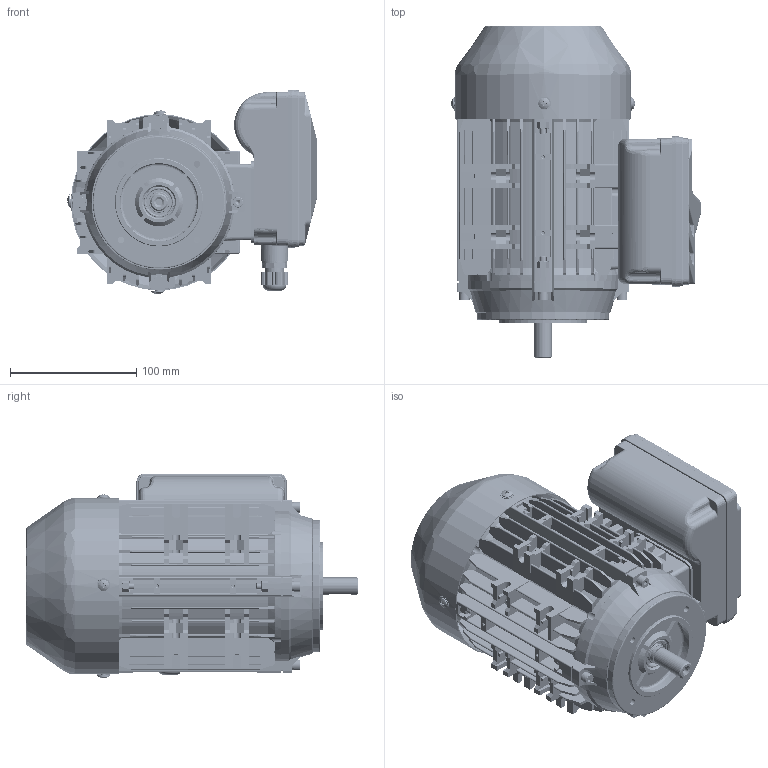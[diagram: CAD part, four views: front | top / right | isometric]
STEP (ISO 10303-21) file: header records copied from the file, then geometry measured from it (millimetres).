
FILE_DESCRIPTION (( 'STEP AP203' ), '1' );
FILE_NAME ('JEMY71 B14.STEP', '2024-07-06T06:50:06', ( '' ), ( '' ), 'SwSTEP 2.0', 'SolidWorks 2016', '' );
FILE_SCHEMA (( 'CONFIG_CONTROL_DESIGN' ));
Length unit declared in the file: millimetre
Products named in the file (25): hexagon nuts grade c gb_GB_FASTENER_NUT_SNC1 M5-C; JE3-71傷裔B14; M16℅1.5堤盄蹟杶狟; JE MY-71諉盄碟; Y2-71 瑞珔; 6202粣創; M16出线螺套胶塞; MS63-71諉盄啣; 蹟杶郪璃 M16X1.5; JE3-71儂釱(羲耀ㄘ; JEMY71 B14; JE3-71 綴傷裔B3; JE3-71蛌粣; hexagon socket head cap screws gb_GB_FASTENER_SCREWS_HSHCS M5X30-C; 出线螺套密封圈  16; 攫芛坋趼蹟隊M4X10-10  H type-C_GB_CROSS_SCREWS_TYPE1 M4X16-16  H type-C; JE3-71瑞欶; 瑞欶蹟隊M4X6-6  H type-C_GB_CROSS_SCREWS_TYPE1 M5X10-10  H type-C; MY56 諉盄碟釱 蝶璃; M16℅1.5堤盄蹟杶奻; 螺钉 GB-T 70 M5×30[GB-T 70_1-2000]; hexagon socket head cap screws gb_GB_FASTENER_SCREWS_HSHCS M5X20-C; 坋趼攫芛蹟隊M4X6_GB_CROSS_SCREWS_TYPE1 M5X10-10  H type-C; spring lock washers--normal type gb_GB_FASTENER_WASHER_SW 5; 12×24×6油封
Assembly tree (51 placements, depth 3):
  JEMY71 B14
    JE3-71儂釱(羲耀ㄘ
    MS63-71諉盄啣
    蹟杶郪璃 M16X1.5
      M16℅1.5堤盄蹟杶奻
      M16℅1.5堤盄蹟杶狟
      M16出线螺套胶塞
      出线螺套密封圈  16
    JE3-71瑞欶
    JE3-71 綴傷裔B3
    JE MY-71諉盄碟
    6202粣創  x2
    JE3-71蛌粣
    JE3-71傷裔B14
    Y2-71 瑞珔
    12×24×6油封  x2
    MY56 諉盄碟釱 蝶璃
    hexagon socket head cap screws gb_GB_FASTENER_SCREWS_HSHCS M5X20-C
    hexagon nuts grade c gb_GB_FASTENER_NUT_SNC1 M5-C  x7
    spring lock washers--normal type gb_GB_FASTENER_WASHER_SW 5  x8
    螺钉 GB-T 70 M5×30[GB-T 70_1-2000]  x3
    hexagon socket head cap screws gb_GB_FASTENER_SCREWS_HSHCS M5X30-C  x4
    瑞欶蹟隊M4X6-6  H type-C_GB_CROSS_SCREWS_TYPE1 M5X10-10  H type-C  x4
    攫芛坋趼蹟隊M4X10-10  H type-C_GB_CROSS_SCREWS_TYPE1 M4X16-16  H type-C  x4
    坋趼攫芛蹟隊M4X6_GB_CROSS_SCREWS_TYPE1 M5X10-10  H type-C  x2
Bounding box: 197.77 x 263 x 161.77 mm (x, y, z)
Volume: 762130.3 mm3; surface area: 570839.5 mm2
Topology: 58 solids, 60 shells, 5551 faces, 14740 edges, 9405 vertices
Faces by surface type: plane 2412, cylinder 1513, bspline 796, cone 502, torus 180, sphere 148
Entity records: 190447 total; most frequent: CARTESIAN_POINT 68776, ORIENTED_EDGE 26414, DIRECTION 22760, EDGE_CURVE 13207, VERTEX_POINT 8459, AXIS2_PLACEMENT_3D 8035, LINE 6690, VECTOR 6690
